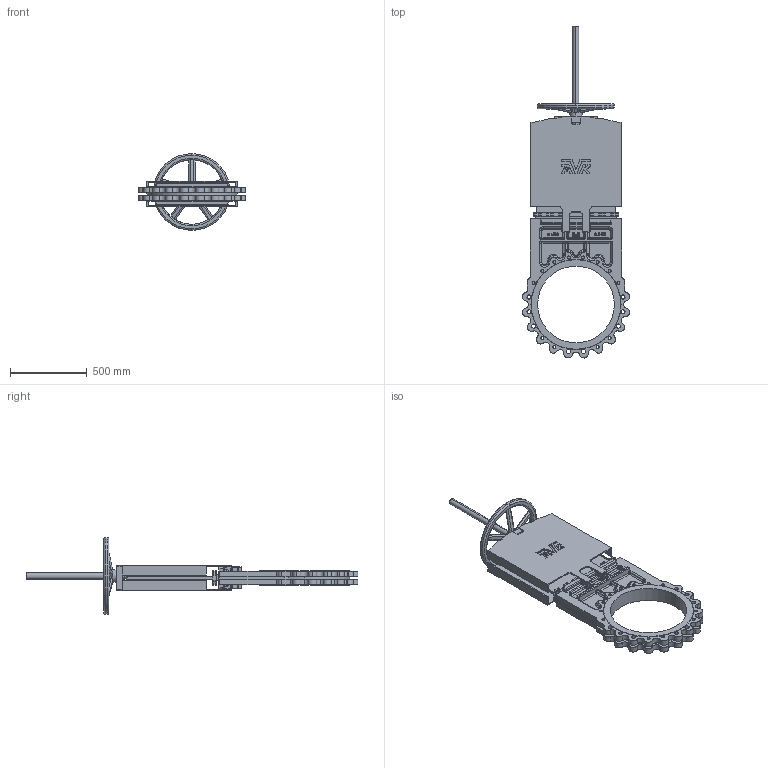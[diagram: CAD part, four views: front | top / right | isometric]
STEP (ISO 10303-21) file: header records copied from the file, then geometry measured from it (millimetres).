
FILE_DESCRIPTION (( 'STEP AP203' ), '1' );
FILE_NAME ('70250020034.STEP', '2017-03-22T10:40:18', ( '' ), ( '' ), 'SwSTEP 2.0', 'SolidWorks 2016', '' );
FILE_SCHEMA (( 'CONFIG_CONTROL_DESIGN' ));
Length unit declared in the file: millimetre
Products named in the file (1): 70250020034
Bounding box: 698 x 2164.95 x 500 mm (x, y, z)
Volume: 43727901.5 mm3; surface area: 4238685.4 mm2
Topology: 1 solids, 1 shells, 1849 faces, 5004 edges, 3134 vertices
Faces by surface type: cylinder 797, plane 655, bspline 194, torus 143, sphere 58, cone 2
Entity records: 72525 total; most frequent: CARTESIAN_POINT 26478, ORIENTED_EDGE 9848, DIRECTION 9463, EDGE_CURVE 4924, AXIS2_PLACEMENT_3D 3409, VERTEX_POINT 3133, VECTOR 2645, LINE 2645
